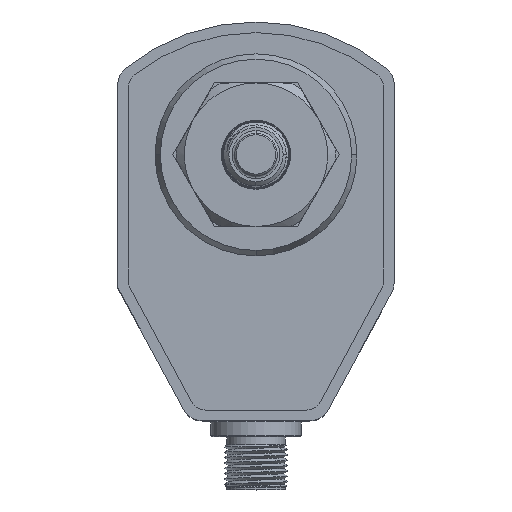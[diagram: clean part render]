
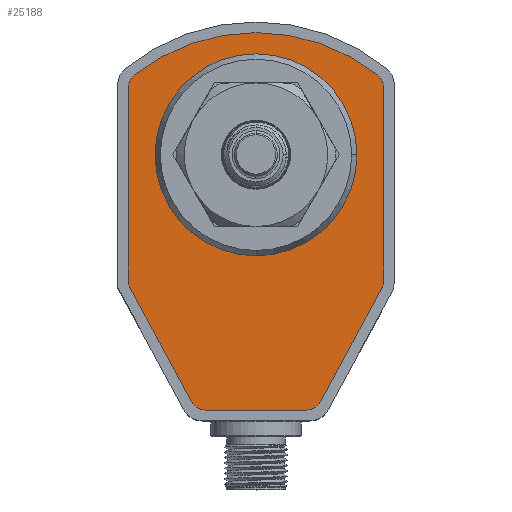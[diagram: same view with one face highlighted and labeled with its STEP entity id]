
A CAD part, top view. The second image highlights one B-rep face of the part: STEP entity #25188.
In plain terms, the highlighted planar face has unit normal (0, 0, 1).
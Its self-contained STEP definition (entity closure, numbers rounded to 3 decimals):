
#131 = CARTESIAN_POINT ( 'NONE',  ( -24., 1.264, 2. ) ) ;
#180 = CARTESIAN_POINT ( 'NONE',  ( 12.157, -21.425, 2. ) ) ;
#432 = EDGE_LOOP ( 'NONE', ( #19946, #25924, #5471 ) ) ;
#815 = CARTESIAN_POINT ( 'NONE',  ( 0., 25., 2. ) ) ;
#844 = VECTOR ( 'NONE', #2303, 1000. ) ;
#1016 = CARTESIAN_POINT ( 'NONE',  ( 0., 11.2, 2. ) ) ;
#1284 = CARTESIAN_POINT ( 'NONE',  ( -24., 37.685, 2. ) ) ;
#1481 = VECTOR ( 'NONE', #12000, 1000. ) ;
#1500 = ORIENTED_EDGE ( 'NONE', *, *, #13981, .T. ) ;
#1571 = CIRCLE ( 'NONE', #15005, 3. ) ;
#1681 = CIRCLE ( 'NONE', #7877, 3. ) ;
#1878 = DIRECTION ( 'NONE',  ( 0., 0., 1. ) ) ;
#2023 = VERTEX_POINT ( 'NONE', #131 ) ;
#2138 = EDGE_CURVE ( 'NONE', #13699, #2151, #4858, .T. ) ;
#2151 = VERTEX_POINT ( 'NONE', #9802 ) ;
#2162 = AXIS2_PLACEMENT_3D ( 'NONE', #5015, #4835, #13839 ) ;
#2303 = DIRECTION ( 'NONE',  ( 0.475, 0.88, 0. ) ) ;
#2527 = DIRECTION ( 'NONE',  ( -0.88, -0.475, 0. ) ) ;
#2761 = DIRECTION ( 'NONE',  ( 0., 0., 1. ) ) ;
#2798 = CIRCLE ( 'NONE', #5288, 3. ) ;
#3019 = DIRECTION ( 'NONE',  ( 1., 0., 0. ) ) ;
#3301 = ORIENTED_EDGE ( 'NONE', *, *, #3939, .T. ) ;
#3939 = EDGE_CURVE ( 'NONE', #2151, #7598, #21810, .T. ) ;
#4156 = DIRECTION ( 'NONE',  ( 0., 1., 0. ) ) ;
#4547 = VECTOR ( 'NONE', #26443, 1000. ) ;
#4642 = CIRCLE ( 'NONE', #8910, 36.8 ) ;
#4835 = DIRECTION ( 'NONE',  ( 0., 0., 1. ) ) ;
#4858 = CIRCLE ( 'NONE', #6216, 3. ) ;
#5015 = CARTESIAN_POINT ( 'NONE',  ( -21., 37.685, 2. ) ) ;
#5114 = EDGE_LOOP ( 'NONE', ( #1500, #15720, #11382, #5373, #9431, #20839, #21941, #14409, #21130, #3301, #18915, #26114 ) ) ;
#5221 = CARTESIAN_POINT ( 'NONE',  ( -22.864, 40.035, 2. ) ) ;
#5231 = CARTESIAN_POINT ( 'NONE',  ( 9.518, -23., 2. ) ) ;
#5288 = AXIS2_PLACEMENT_3D ( 'NONE', #7246, #2761, #14355 ) ;
#5325 = DIRECTION ( 'NONE',  ( 0.621, 0.784, 0. ) ) ;
#5361 = CARTESIAN_POINT ( 'NONE',  ( -24., 37.685, 2. ) ) ;
#5373 = ORIENTED_EDGE ( 'NONE', *, *, #8885, .T. ) ;
#5471 = ORIENTED_EDGE ( 'NONE', *, *, #7104, .F. ) ;
#5518 = VERTEX_POINT ( 'NONE', #180 ) ;
#5707 = EDGE_CURVE ( 'NONE', #18554, #2023, #19225, .T. ) ;
#5902 = DIRECTION ( 'NONE',  ( -1., 0., 0. ) ) ;
#6179 = EDGE_CURVE ( 'NONE', #6961, #25511, #20615, .T. ) ;
#6216 = AXIS2_PLACEMENT_3D ( 'NONE', #20860, #27822, #9691 ) ;
#6299 = DIRECTION ( 'NONE',  ( 0., 0., 1. ) ) ;
#6571 = DIRECTION ( 'NONE',  ( 1., 0., 0. ) ) ;
#6748 = CARTESIAN_POINT ( 'NONE',  ( 0., 25., 2. ) ) ;
#6808 = CARTESIAN_POINT ( 'NONE',  ( 24., 37.685, 2. ) ) ;
#6961 = VERTEX_POINT ( 'NONE', #21090 ) ;
#7104 = EDGE_CURVE ( 'NONE', #13215, #18408, #26617, .T. ) ;
#7246 = CARTESIAN_POINT ( 'NONE',  ( 9.518, -20., 2. ) ) ;
#7598 = VERTEX_POINT ( 'NONE', #6808 ) ;
#7877 = AXIS2_PLACEMENT_3D ( 'NONE', #8028, #12261, #14720 ) ;
#8028 = CARTESIAN_POINT ( 'NONE',  ( 21., 37.685, 2. ) ) ;
#8415 = AXIS2_PLACEMENT_3D ( 'NONE', #14656, #28400, #26088 ) ;
#8538 = CARTESIAN_POINT ( 'NONE',  ( 24., 1.264, 2. ) ) ;
#8684 = VERTEX_POINT ( 'NONE', #5231 ) ;
#8885 = EDGE_CURVE ( 'NONE', #20796, #6961, #10609, .T. ) ;
#8910 = AXIS2_PLACEMENT_3D ( 'NONE', #1016, #16788, #5325 ) ;
#9431 = ORIENTED_EDGE ( 'NONE', *, *, #6179, .T. ) ;
#9691 = DIRECTION ( 'NONE',  ( 0.88, -0.475, 0. ) ) ;
#9802 = CARTESIAN_POINT ( 'NONE',  ( 24., 1.264, 2. ) ) ;
#10609 = LINE ( 'NONE', #13441, #4547 ) ;
#11382 = ORIENTED_EDGE ( 'NONE', *, *, #24750, .T. ) ;
#11502 = FACE_OUTER_BOUND ( 'NONE', #5114, .T. ) ;
#11927 = CARTESIAN_POINT ( 'NONE',  ( 0., 6., 2. ) ) ;
#12000 = DIRECTION ( 'NONE',  ( 0., -1., 0. ) ) ;
#12230 = VERTEX_POINT ( 'NONE', #21861 ) ;
#12261 = DIRECTION ( 'NONE',  ( 0., 0., 1. ) ) ;
#12511 = AXIS2_PLACEMENT_3D ( 'NONE', #6748, #13457, #26957 ) ;
#12923 = VERTEX_POINT ( 'NONE', #19060 ) ;
#13016 = DIRECTION ( 'NONE',  ( -1., 0., 0. ) ) ;
#13215 = VERTEX_POINT ( 'NONE', #22416 ) ;
#13441 = CARTESIAN_POINT ( 'NONE',  ( -23.64, -0.162, 2. ) ) ;
#13457 = DIRECTION ( 'NONE',  ( 0., 0., 1. ) ) ;
#13699 = VERTEX_POINT ( 'NONE', #19314 ) ;
#13839 = DIRECTION ( 'NONE',  ( -0.621, 0.784, 0. ) ) ;
#13981 = EDGE_CURVE ( 'NONE', #23233, #18554, #16449, .T. ) ;
#14355 = DIRECTION ( 'NONE',  ( 0., -1., 0. ) ) ;
#14409 = ORIENTED_EDGE ( 'NONE', *, *, #19892, .T. ) ;
#14656 = CARTESIAN_POINT ( 'NONE',  ( 0., 0., 2. ) ) ;
#14720 = DIRECTION ( 'NONE',  ( 1., 0., 0. ) ) ;
#14822 = CARTESIAN_POINT ( 'NONE',  ( -23.64, -0.162, 2. ) ) ;
#15005 = AXIS2_PLACEMENT_3D ( 'NONE', #24701, #1878, #13016 ) ;
#15720 = ORIENTED_EDGE ( 'NONE', *, *, #5707, .T. ) ;
#16102 = EDGE_CURVE ( 'NONE', #12923, #23233, #4642, .T. ) ;
#16449 = CIRCLE ( 'NONE', #2162, 3. ) ;
#16470 = VECTOR ( 'NONE', #4156, 1000. ) ;
#16788 = DIRECTION ( 'NONE',  ( 0., 0., 1. ) ) ;
#17070 = AXIS2_PLACEMENT_3D ( 'NONE', #815, #18888, #3019 ) ;
#17072 = EDGE_CURVE ( 'NONE', #8684, #5518, #2798, .T. ) ;
#17639 = AXIS2_PLACEMENT_3D ( 'NONE', #21844, #6299, #5902 ) ;
#17936 = EDGE_CURVE ( 'NONE', #12230, #13215, #27983, .T. ) ;
#18408 = VERTEX_POINT ( 'NONE', #11927 ) ;
#18489 = LINE ( 'NONE', #28609, #18844 ) ;
#18554 = VERTEX_POINT ( 'NONE', #1284 ) ;
#18844 = VECTOR ( 'NONE', #6571, 1000. ) ;
#18888 = DIRECTION ( 'NONE',  ( 0., 0., 1. ) ) ;
#18915 = ORIENTED_EDGE ( 'NONE', *, *, #27767, .T. ) ;
#19060 = CARTESIAN_POINT ( 'NONE',  ( 22.864, 40.035, 2. ) ) ;
#19225 = LINE ( 'NONE', #5361, #1481 ) ;
#19314 = CARTESIAN_POINT ( 'NONE',  ( 23.64, -0.162, 2. ) ) ;
#19892 = EDGE_CURVE ( 'NONE', #5518, #13699, #22546, .T. ) ;
#19946 = ORIENTED_EDGE ( 'NONE', *, *, #17936, .F. ) ;
#20615 = CIRCLE ( 'NONE', #21421, 3. ) ;
#20796 = VERTEX_POINT ( 'NONE', #14822 ) ;
#20839 = ORIENTED_EDGE ( 'NONE', *, *, #26470, .T. ) ;
#20860 = CARTESIAN_POINT ( 'NONE',  ( 21., 1.264, 2. ) ) ;
#21090 = CARTESIAN_POINT ( 'NONE',  ( -12.157, -21.425, 2. ) ) ;
#21130 = ORIENTED_EDGE ( 'NONE', *, *, #2138, .T. ) ;
#21421 = AXIS2_PLACEMENT_3D ( 'NONE', #25340, #23070, #2527 ) ;
#21514 = PLANE ( 'NONE',  #8415 ) ;
#21702 = EDGE_CURVE ( 'NONE', #18408, #12230, #27257, .T. ) ;
#21810 = LINE ( 'NONE', #8538, #16470 ) ;
#21844 = CARTESIAN_POINT ( 'NONE',  ( 0., 25., 2. ) ) ;
#21861 = CARTESIAN_POINT ( 'NONE',  ( 19., 25., 2. ) ) ;
#21941 = ORIENTED_EDGE ( 'NONE', *, *, #17072, .T. ) ;
#22416 = CARTESIAN_POINT ( 'NONE',  ( -19., 25., 2. ) ) ;
#22546 = LINE ( 'NONE', #27415, #844 ) ;
#23070 = DIRECTION ( 'NONE',  ( 0., 0., 1. ) ) ;
#23233 = VERTEX_POINT ( 'NONE', #5221 ) ;
#24701 = CARTESIAN_POINT ( 'NONE',  ( -21., 1.264, 2. ) ) ;
#24750 = EDGE_CURVE ( 'NONE', #2023, #20796, #1571, .T. ) ;
#25188 = ADVANCED_FACE ( 'NONE', ( #11502, #28915 ), #21514, .T. ) ;
#25340 = CARTESIAN_POINT ( 'NONE',  ( -9.518, -20., 2. ) ) ;
#25511 = VERTEX_POINT ( 'NONE', #28465 ) ;
#25924 = ORIENTED_EDGE ( 'NONE', *, *, #21702, .F. ) ;
#26088 = DIRECTION ( 'NONE',  ( 1., 0., 0. ) ) ;
#26114 = ORIENTED_EDGE ( 'NONE', *, *, #16102, .T. ) ;
#26443 = DIRECTION ( 'NONE',  ( 0.475, -0.88, 0. ) ) ;
#26470 = EDGE_CURVE ( 'NONE', #25511, #8684, #18489, .T. ) ;
#26617 = CIRCLE ( 'NONE', #12511, 19. ) ;
#26957 = DIRECTION ( 'NONE',  ( -1., 0., 0. ) ) ;
#27257 = CIRCLE ( 'NONE', #17639, 19. ) ;
#27415 = CARTESIAN_POINT ( 'NONE',  ( 12.157, -21.425, 2. ) ) ;
#27767 = EDGE_CURVE ( 'NONE', #7598, #12923, #1681, .T. ) ;
#27822 = DIRECTION ( 'NONE',  ( 0., 0., 1. ) ) ;
#27983 = CIRCLE ( 'NONE', #17070, 19. ) ;
#28400 = DIRECTION ( 'NONE',  ( 0., 0., 1. ) ) ;
#28465 = CARTESIAN_POINT ( 'NONE',  ( -9.518, -23., 2. ) ) ;
#28609 = CARTESIAN_POINT ( 'NONE',  ( -9.518, -23., 2. ) ) ;
#28915 = FACE_BOUND ( 'NONE', #432, .T. ) ;
